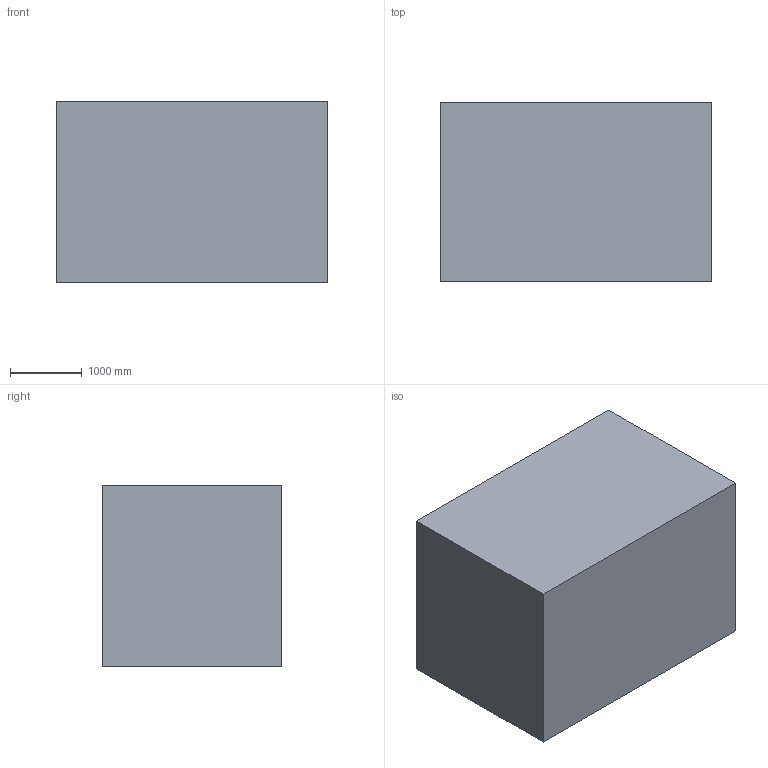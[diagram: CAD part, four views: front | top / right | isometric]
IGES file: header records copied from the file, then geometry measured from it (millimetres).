
Start section:  PTC IGES file: junk-block-test.igs
Global section: file name: junk-block-test.igs; native system: Pro/ENGINEER by Parametric Technology Corporation; preprocessor: 2010330; author: rrich; organization: Unknown; date: 20120409.150839; units: inch
Bounding box: 3789.61 x 2495.6 x 2524.12 mm (x, y, z)
Surface area: 50644000.7 mm2 (no closed solid volume)
Topology: 0 solids, 0 shells, 6 faces, 67 edges, 70 vertices
Faces by surface type: bspline 6
